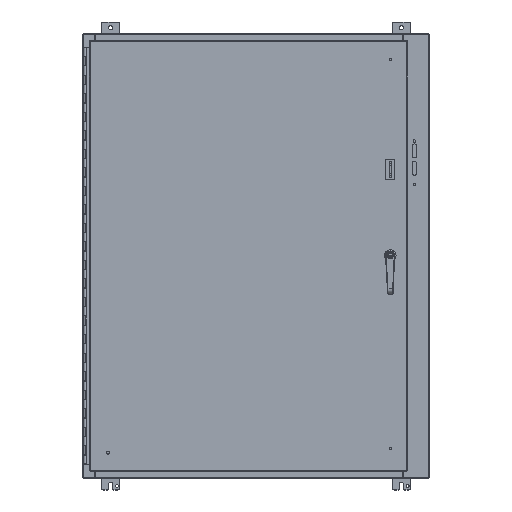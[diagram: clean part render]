
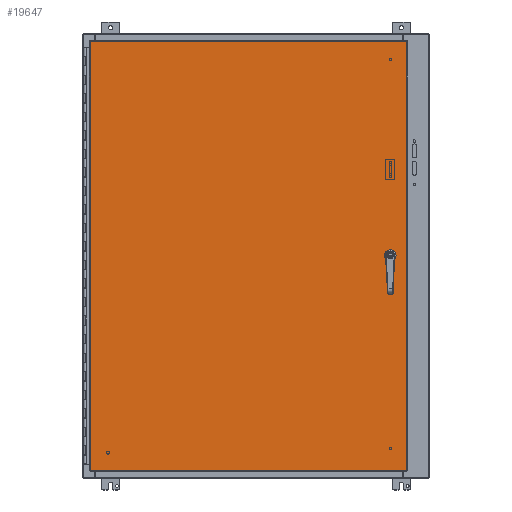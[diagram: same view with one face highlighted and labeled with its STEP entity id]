
A CAD part, top view. The second image highlights one B-rep face of the part: STEP entity #19647.
In plain terms, the highlighted planar face has unit normal (0, 0, 1).
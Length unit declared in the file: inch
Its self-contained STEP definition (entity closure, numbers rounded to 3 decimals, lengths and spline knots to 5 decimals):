
#18170=CARTESIAN_POINT('',(32.05725,23.03738,0.074));
#18171=VERTEX_POINT('',#18170);
#18178=CARTESIAN_POINT('',(32.24463,22.85,0.074));
#18179=VERTEX_POINT('',#18178);
#18180=CARTESIAN_POINT('',(32.45725,23.25,0.074));
#18181=DIRECTION('',(0.0,0.0,-1.0));
#18182=DIRECTION('',(0.883,0.469,0.0));
#18183=AXIS2_PLACEMENT_3D('',#18180,#18181,#18182);
#18184=CIRCLE('',#18183,0.453);
#18185=EDGE_CURVE('',#18179,#18171,#18184,.T.);
#18210=CARTESIAN_POINT('',(32.66987,22.85,0.074));
#18211=VERTEX_POINT('',#18210);
#18212=CARTESIAN_POINT('',(32.66987,22.85,0.074));
#18213=DIRECTION('',(-1.0,0.0,0.0));
#18214=VECTOR('',#18213,0.42525);
#18215=LINE('',#18212,#18214);
#18216=EDGE_CURVE('',#18211,#18179,#18215,.T.);
#18242=CARTESIAN_POINT('',(32.85725,23.03738,0.074));
#18243=VERTEX_POINT('',#18242);
#18244=CARTESIAN_POINT('',(32.45725,23.25,0.074));
#18245=DIRECTION('',(0.0,0.0,-1.0));
#18246=DIRECTION('',(-0.469,0.883,0.0));
#18247=AXIS2_PLACEMENT_3D('',#18244,#18245,#18246);
#18248=CIRCLE('',#18247,0.453);
#18249=EDGE_CURVE('',#18243,#18211,#18248,.T.);
#18274=CARTESIAN_POINT('',(32.85725,23.46262,0.074));
#18275=VERTEX_POINT('',#18274);
#18276=CARTESIAN_POINT('',(32.85725,23.46262,0.074));
#18277=DIRECTION('',(0.0,-1.0,0.0));
#18278=VECTOR('',#18277,0.42525);
#18279=LINE('',#18276,#18278);
#18280=EDGE_CURVE('',#18275,#18243,#18279,.T.);
#18306=CARTESIAN_POINT('',(32.66987,23.65,0.074));
#18307=VERTEX_POINT('',#18306);
#18308=CARTESIAN_POINT('',(32.45725,23.25,0.074));
#18309=DIRECTION('',(0.0,0.0,-1.0));
#18310=DIRECTION('',(-0.883,-0.469,0.0));
#18311=AXIS2_PLACEMENT_3D('',#18308,#18309,#18310);
#18312=CIRCLE('',#18311,0.453);
#18313=EDGE_CURVE('',#18307,#18275,#18312,.T.);
#18338=CARTESIAN_POINT('',(32.24463,23.65,0.074));
#18339=VERTEX_POINT('',#18338);
#18340=CARTESIAN_POINT('',(32.24463,23.65,0.074));
#18341=DIRECTION('',(1.0,0.0,0.0));
#18342=VECTOR('',#18341,0.42525);
#18343=LINE('',#18340,#18342);
#18344=EDGE_CURVE('',#18339,#18307,#18343,.T.);
#18370=CARTESIAN_POINT('',(32.05725,23.46262,0.074));
#18371=VERTEX_POINT('',#18370);
#18372=CARTESIAN_POINT('',(32.45725,23.25,0.074));
#18373=DIRECTION('',(0.0,0.0,-1.0));
#18374=DIRECTION('',(0.469,-0.883,0.0));
#18375=AXIS2_PLACEMENT_3D('',#18372,#18373,#18374);
#18376=CIRCLE('',#18375,0.453);
#18377=EDGE_CURVE('',#18371,#18339,#18376,.T.);
#18400=CARTESIAN_POINT('',(32.05725,23.03738,0.074));
#18401=DIRECTION('',(0.0,1.0,0.0));
#18402=VECTOR('',#18401,0.42525);
#18403=LINE('',#18400,#18402);
#18404=EDGE_CURVE('',#18171,#18371,#18403,.T.);
#18624=CARTESIAN_POINT('',(34.2385,46.39475,0.074));
#18625=VERTEX_POINT('',#18624);
#18636=CARTESIAN_POINT('',(34.2385,0.10525,0.074));
#18637=VERTEX_POINT('',#18636);
#18638=CARTESIAN_POINT('',(34.2385,0.10525,0.074));
#18639=DIRECTION('',(0.0,1.0,0.0));
#18640=VECTOR('',#18639,46.2895);
#18641=LINE('',#18638,#18640);
#18642=EDGE_CURVE('',#18637,#18625,#18641,.T.);
#18904=CARTESIAN_POINT('',(0.10525,46.39475,0.074));
#18905=VERTEX_POINT('',#18904);
#18916=CARTESIAN_POINT('',(34.2385,46.39475,0.074));
#18917=DIRECTION('',(-1.0,0.0,0.0));
#18918=VECTOR('',#18917,34.13325);
#18919=LINE('',#18916,#18918);
#18920=EDGE_CURVE('',#18625,#18905,#18919,.T.);
#19175=CARTESIAN_POINT('',(0.10525,0.10525,0.074));
#19176=VERTEX_POINT('',#19175);
#19187=CARTESIAN_POINT('',(0.10525,46.39475,0.074));
#19188=DIRECTION('',(0.0,-1.0,0.0));
#19189=VECTOR('',#19188,46.2895);
#19190=LINE('',#19187,#19189);
#19191=EDGE_CURVE('',#18905,#19176,#19190,.T.);
#19389=CARTESIAN_POINT('',(0.10525,0.10525,0.074));
#19390=DIRECTION('',(1.0,0.0,0.0));
#19391=VECTOR('',#19390,34.13325);
#19392=LINE('',#19389,#19391);
#19393=EDGE_CURVE('',#19176,#18637,#19392,.T.);
#19626=CARTESIAN_POINT('',(17.17187,23.25,0.074));
#19627=DIRECTION('',(0.0,0.0,1.0));
#19628=DIRECTION('',(1.0,0.0,0.0));
#19629=AXIS2_PLACEMENT_3D('',#19626,#19627,#19628);
#19630=PLANE('',#19629);
#19631=ORIENTED_EDGE('',*,*,#18642,.T.);
#19632=ORIENTED_EDGE('',*,*,#18920,.T.);
#19633=ORIENTED_EDGE('',*,*,#19191,.T.);
#19634=ORIENTED_EDGE('',*,*,#19393,.T.);
#19635=EDGE_LOOP('',(#19631,#19632,#19633,#19634));
#19636=FACE_OUTER_BOUND('',#19635,.T.);
#19637=ORIENTED_EDGE('',*,*,#18185,.T.);
#19638=ORIENTED_EDGE('',*,*,#18404,.T.);
#19639=ORIENTED_EDGE('',*,*,#18377,.T.);
#19640=ORIENTED_EDGE('',*,*,#18344,.T.);
#19641=ORIENTED_EDGE('',*,*,#18313,.T.);
#19642=ORIENTED_EDGE('',*,*,#18280,.T.);
#19643=ORIENTED_EDGE('',*,*,#18249,.T.);
#19644=ORIENTED_EDGE('',*,*,#18216,.T.);
#19645=EDGE_LOOP('',(#19637,#19638,#19639,#19640,#19641,#19642,#19643,#19644));
#19646=FACE_BOUND('',#19645,.T.);
#19647=ADVANCED_FACE('',(#19636,#19646),#19630,.T.);
